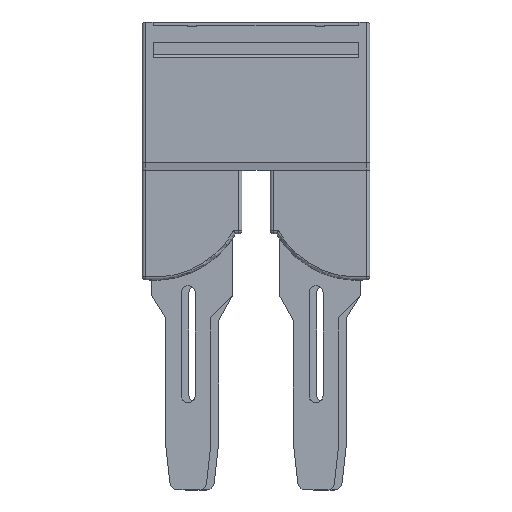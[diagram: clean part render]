
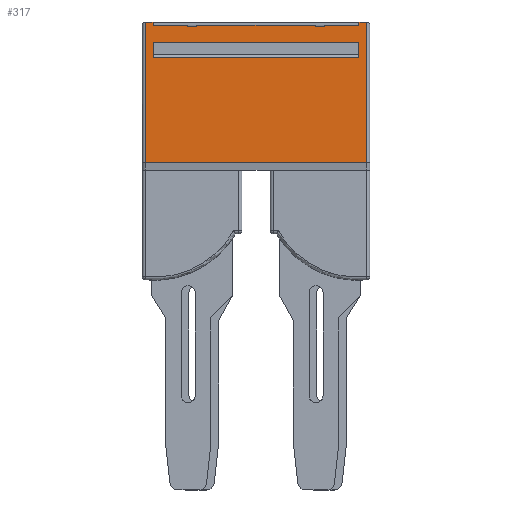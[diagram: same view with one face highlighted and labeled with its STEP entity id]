
A CAD part, top view. The second image highlights one B-rep face of the part: STEP entity #317.
In plain terms, the highlighted planar face has unit normal (0, 0, 1).
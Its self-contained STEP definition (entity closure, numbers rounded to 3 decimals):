
#167=FACE_BOUND('',#714,.T.);
#168=FACE_BOUND('',#715,.T.);
#317=ADVANCED_FACE('',(#167,#168),#438,.T.);
#438=PLANE('',#3037);
#714=EDGE_LOOP('',(#1768,#1769,#1770,#1771,#1772,#1773,#1774,#1775,#1776,
#1777,#1778,#1779,#1780,#1781,#1782,#1783));
#715=EDGE_LOOP('',(#1784,#1785,#1786,#1787));
#885=LINE('',#4319,#1162);
#888=LINE('',#4327,#1165);
#900=LINE('',#4360,#1177);
#903=LINE('',#4366,#1180);
#909=LINE('',#4378,#1186);
#911=LINE('',#4387,#1188);
#927=LINE('',#4426,#1204);
#928=LINE('',#4428,#1205);
#936=LINE('',#4444,#1213);
#940=LINE('',#4452,#1217);
#941=LINE('',#4453,#1218);
#947=LINE('',#4467,#1224);
#949=LINE('',#4470,#1226);
#954=LINE('',#4480,#1231);
#959=LINE('',#4494,#1236);
#960=LINE('',#4496,#1237);
#961=LINE('',#4498,#1238);
#962=LINE('',#4499,#1239);
#963=LINE('',#4500,#1240);
#964=LINE('',#4501,#1241);
#1162=VECTOR('',#3464,1.);
#1165=VECTOR('',#3471,1.);
#1177=VECTOR('',#3509,1.);
#1180=VECTOR('',#3514,1.);
#1186=VECTOR('',#3524,1.);
#1188=VECTOR('',#3534,1.);
#1204=VECTOR('',#3568,1.);
#1205=VECTOR('',#3571,1.);
#1213=VECTOR('',#3585,1.);
#1217=VECTOR('',#3589,1.);
#1218=VECTOR('',#3590,1.);
#1224=VECTOR('',#3604,1.);
#1226=VECTOR('',#3606,1.);
#1231=VECTOR('',#3615,1.);
#1236=VECTOR('',#3628,1.);
#1237=VECTOR('',#3629,1.);
#1238=VECTOR('',#3630,1.);
#1239=VECTOR('',#3631,1.);
#1240=VECTOR('',#3632,1.);
#1241=VECTOR('',#3633,1.);
#1768=ORIENTED_EDGE('',*,*,#2596,.F.);
#1769=ORIENTED_EDGE('',*,*,#2618,.T.);
#1770=ORIENTED_EDGE('',*,*,#2619,.F.);
#1771=ORIENTED_EDGE('',*,*,#2620,.F.);
#1772=ORIENTED_EDGE('',*,*,#2592,.F.);
#1773=ORIENTED_EDGE('',*,*,#2621,.F.);
#1774=ORIENTED_EDGE('',*,*,#2604,.T.);
#1775=ORIENTED_EDGE('',*,*,#2622,.T.);
#1776=ORIENTED_EDGE('',*,*,#2611,.T.);
#1777=ORIENTED_EDGE('',*,*,#2535,.T.);
#1778=ORIENTED_EDGE('',*,*,#2606,.T.);
#1779=ORIENTED_EDGE('',*,*,#2551,.T.);
#1780=ORIENTED_EDGE('',*,*,#2597,.F.);
#1781=ORIENTED_EDGE('',*,*,#2554,.T.);
#1782=ORIENTED_EDGE('',*,*,#2531,.F.);
#1783=ORIENTED_EDGE('',*,*,#2560,.F.);
#1784=ORIENTED_EDGE('',*,*,#2583,.T.);
#1785=ORIENTED_EDGE('',*,*,#2623,.F.);
#1786=ORIENTED_EDGE('',*,*,#2584,.T.);
#1787=ORIENTED_EDGE('',*,*,#2564,.T.);
#2233=VERTEX_POINT('',#4317);
#2235=VERTEX_POINT('',#4320);
#2237=VERTEX_POINT('',#4326);
#2238=VERTEX_POINT('',#4328);
#2244=VERTEX_POINT('',#4358);
#2246=VERTEX_POINT('',#4361);
#2248=VERTEX_POINT('',#4367);
#2251=VERTEX_POINT('',#4377);
#2254=VERTEX_POINT('',#4386);
#2255=VERTEX_POINT('',#4388);
#2268=VERTEX_POINT('',#4425);
#2269=VERTEX_POINT('',#4429);
#2273=VERTEX_POINT('',#4443);
#2274=VERTEX_POINT('',#4445);
#2277=VERTEX_POINT('',#4451);
#2281=VERTEX_POINT('',#4466);
#2282=VERTEX_POINT('',#4468);
#2286=VERTEX_POINT('',#4481);
#2291=VERTEX_POINT('',#4495);
#2292=VERTEX_POINT('',#4497);
#2531=EDGE_CURVE('',#2233,#2235,#885,.T.);
#2535=EDGE_CURVE('',#2238,#2237,#888,.T.);
#2551=EDGE_CURVE('',#2246,#2244,#900,.T.);
#2554=EDGE_CURVE('',#2248,#2235,#903,.T.);
#2560=EDGE_CURVE('',#2251,#2233,#909,.T.);
#2564=EDGE_CURVE('',#2255,#2254,#911,.T.);
#2583=EDGE_CURVE('',#2254,#2268,#927,.T.);
#2584=EDGE_CURVE('',#2269,#2255,#928,.T.);
#2592=EDGE_CURVE('',#2273,#2274,#936,.T.);
#2596=EDGE_CURVE('',#2277,#2251,#940,.T.);
#2597=EDGE_CURVE('',#2248,#2244,#941,.T.);
#2604=EDGE_CURVE('',#2282,#2281,#947,.T.);
#2606=EDGE_CURVE('',#2237,#2246,#949,.T.);
#2611=EDGE_CURVE('',#2286,#2238,#954,.T.);
#2618=EDGE_CURVE('',#2277,#2291,#959,.T.);
#2619=EDGE_CURVE('',#2292,#2291,#960,.T.);
#2620=EDGE_CURVE('',#2274,#2292,#961,.T.);
#2621=EDGE_CURVE('',#2282,#2273,#962,.T.);
#2622=EDGE_CURVE('',#2281,#2286,#963,.T.);
#2623=EDGE_CURVE('',#2269,#2268,#964,.T.);
#3037=AXIS2_PLACEMENT_3D('',#4502,#3634,#3635);
#3464=DIRECTION('',(1.,0.,0.));
#3471=DIRECTION('',(0.,1.,0.));
#3509=DIRECTION('',(0.,-1.,0.));
#3514=DIRECTION('',(0.,-1.,0.));
#3524=DIRECTION('',(0.,-1.,0.));
#3534=DIRECTION('',(0.,-1.,0.));
#3568=DIRECTION('',(-1.,0.,0.));
#3571=DIRECTION('',(1.,0.,0.));
#3585=DIRECTION('',(1.,0.,0.));
#3589=DIRECTION('',(1.,0.,0.));
#3590=DIRECTION('',(1.,0.,0.));
#3604=DIRECTION('',(-1.,0.,0.));
#3606=DIRECTION('',(-1.,0.,0.));
#3615=DIRECTION('',(1.,0.,0.));
#3628=DIRECTION('',(0.,-1.,0.));
#3629=DIRECTION('',(1.,0.,0.));
#3630=DIRECTION('',(0.,-1.,0.));
#3631=DIRECTION('',(0.,-1.,0.));
#3632=DIRECTION('',(0.,-1.,0.));
#3633=DIRECTION('',(0.,-1.,0.));
#3634=DIRECTION('',(0.,0.,1.));
#3635=DIRECTION('',(-1.,0.,0.));
#4317=CARTESIAN_POINT('',(3.8,8.4,2.4));
#4319=CARTESIAN_POINT('',(3.8,8.4,2.4));
#4320=CARTESIAN_POINT('',(4.4,8.4,2.4));
#4326=CARTESIAN_POINT('',(7.1,8.7,2.4));
#4327=CARTESIAN_POINT('',(7.1,8.7,2.4));
#4328=CARTESIAN_POINT('',(7.1,-0.3,2.4));
#4358=CARTESIAN_POINT('',(6.6,8.5,2.4));
#4360=CARTESIAN_POINT('',(6.6,8.7,2.4));
#4361=CARTESIAN_POINT('',(6.6,8.7,2.4));
#4366=CARTESIAN_POINT('',(4.4,8.5,2.4));
#4367=CARTESIAN_POINT('',(4.4,8.5,2.4));
#4377=CARTESIAN_POINT('',(3.8,8.5,2.4));
#4378=CARTESIAN_POINT('',(3.8,8.5,2.4));
#4386=CARTESIAN_POINT('',(6.6,6.4,2.4));
#4387=CARTESIAN_POINT('',(6.6,7.4,2.4));
#4388=CARTESIAN_POINT('',(6.6,7.4,2.4));
#4425=CARTESIAN_POINT('',(-6.6,6.4,2.4));
#4426=CARTESIAN_POINT('',(-72.2,6.4,2.4));
#4428=CARTESIAN_POINT('',(-72.2,7.4,2.4));
#4429=CARTESIAN_POINT('',(-6.6,7.4,2.4));
#4443=CARTESIAN_POINT('',(-6.6,8.5,2.4));
#4444=CARTESIAN_POINT('',(-6.6,8.5,2.4));
#4445=CARTESIAN_POINT('',(-4.4,8.5,2.4));
#4451=CARTESIAN_POINT('',(-3.8,8.5,2.4));
#4452=CARTESIAN_POINT('',(-72.2,8.5,2.4));
#4453=CARTESIAN_POINT('',(-72.2,8.5,2.4));
#4466=CARTESIAN_POINT('',(-7.1,8.7,2.4));
#4467=CARTESIAN_POINT('',(72.9,8.7,2.4));
#4468=CARTESIAN_POINT('',(-6.6,8.7,2.4));
#4470=CARTESIAN_POINT('',(7.3,8.7,2.4));
#4480=CARTESIAN_POINT('',(7.3,-0.3,2.4));
#4481=CARTESIAN_POINT('',(-7.1,-0.3,2.4));
#4494=CARTESIAN_POINT('',(-3.8,8.5,2.4));
#4495=CARTESIAN_POINT('',(-3.8,8.4,2.4));
#4496=CARTESIAN_POINT('',(-4.4,8.4,2.4));
#4497=CARTESIAN_POINT('',(-4.4,8.4,2.4));
#4498=CARTESIAN_POINT('',(-4.4,8.5,2.4));
#4499=CARTESIAN_POINT('',(-6.6,8.7,2.4));
#4500=CARTESIAN_POINT('',(-7.1,-0.3,2.4));
#4501=CARTESIAN_POINT('',(-6.6,7.4,2.4));
#4502=CARTESIAN_POINT('',(0.,0.,2.4));
